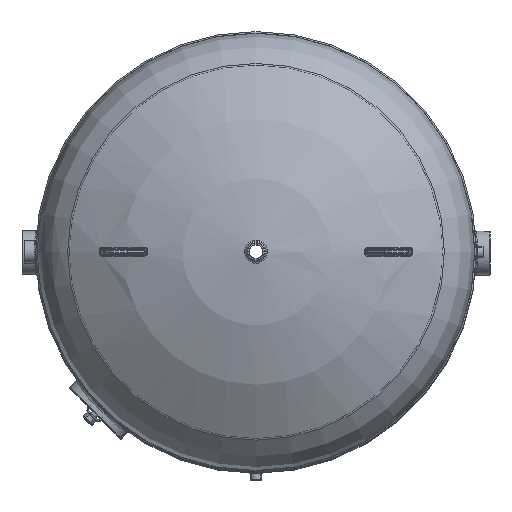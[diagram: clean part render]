
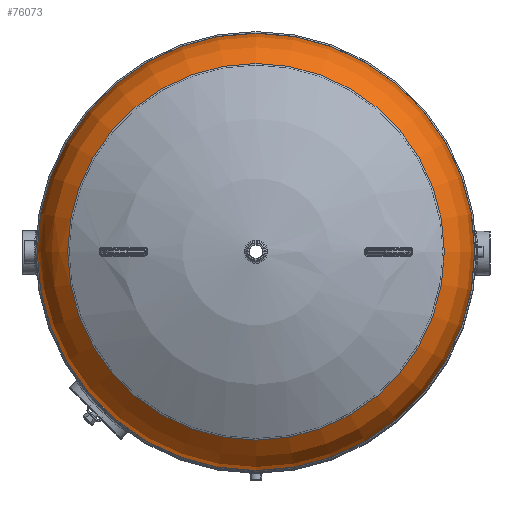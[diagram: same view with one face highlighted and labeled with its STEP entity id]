
A CAD part, top view. The second image highlights one B-rep face of the part: STEP entity #76073.
In plain terms, the highlighted toroidal (fillet/blend) face has major radius 350 mm and minor radius 150 mm.
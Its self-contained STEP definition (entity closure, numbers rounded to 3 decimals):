
#65705=CARTESIAN_POINT('',(-500.,0.,1996.842));
#65706=VERTEX_POINT('',#65705);
#65713=CARTESIAN_POINT('',(500.,0.,1996.842));
#65714=VERTEX_POINT('',#65713);
#65715=CARTESIAN_POINT('',(0.,0.,1996.842));
#65716=DIRECTION('',(-0.,-0.,1.));
#65717=DIRECTION('',(-1.,0.,0.));
#65718=AXIS2_PLACEMENT_3D('',#65715,#65716,#65717);
#65719=CIRCLE('',#65718,500.);
#65720=EDGE_CURVE('',#65714,#65706,#65719,.T.);
#65722=CARTESIAN_POINT('',(0.,0.,1996.842));
#65723=DIRECTION('',(-0.,-0.,1.));
#65724=DIRECTION('',(-1.,0.,0.));
#65725=AXIS2_PLACEMENT_3D('',#65722,#65723,#65724);
#65726=CIRCLE('',#65725,500.);
#65727=EDGE_CURVE('',#65706,#65714,#65726,.T.);
#76038=CARTESIAN_POINT('',(0.,0.,1996.842));
#76039=DIRECTION('',(0.,0.,-1.));
#76040=DIRECTION('',(-1.,0.,0.));
#76041=AXIS2_PLACEMENT_3D('',#76038,#76039,#76040);
#76042=TOROIDAL_SURFACE('',#76041,350.,150.);
#76043=CARTESIAN_POINT('',(-430.53,-0.,2123.393));
#76044=VERTEX_POINT('',#76043);
#76045=CARTESIAN_POINT('',(-350.,0.,1996.842));
#76046=DIRECTION('',(-0.,1.,-0.));
#76047=DIRECTION('',(-1.,0.,0.));
#76048=AXIS2_PLACEMENT_3D('',#76045,#76046,#76047);
#76049=CIRCLE('',#76048,150.);
#76050=EDGE_CURVE('',#65706,#76044,#76049,.T.);
#76051=ORIENTED_EDGE('',*,*,#76050,.T.);
#76052=CARTESIAN_POINT('',(430.53,0.,2123.393));
#76053=VERTEX_POINT('',#76052);
#76054=CARTESIAN_POINT('',(0.,0.,2123.393));
#76055=DIRECTION('',(0.,0.,-1.));
#76056=DIRECTION('',(-1.,0.,0.));
#76057=AXIS2_PLACEMENT_3D('',#76054,#76055,#76056);
#76058=CIRCLE('',#76057,430.53);
#76059=EDGE_CURVE('',#76044,#76053,#76058,.T.);
#76060=ORIENTED_EDGE('',*,*,#76059,.T.);
#76061=CARTESIAN_POINT('',(0.,0.,2123.393));
#76062=DIRECTION('',(0.,0.,-1.));
#76063=DIRECTION('',(-1.,0.,0.));
#76064=AXIS2_PLACEMENT_3D('',#76061,#76062,#76063);
#76065=CIRCLE('',#76064,430.53);
#76066=EDGE_CURVE('',#76053,#76044,#76065,.T.);
#76067=ORIENTED_EDGE('',*,*,#76066,.T.);
#76068=ORIENTED_EDGE('',*,*,#76050,.F.);
#76069=ORIENTED_EDGE('',*,*,#65727,.T.);
#76070=ORIENTED_EDGE('',*,*,#65720,.T.);
#76071=EDGE_LOOP('',(#76051,#76060,#76067,#76068,#76069,#76070));
#76072=FACE_BOUND('',#76071,.T.);
#76073=ADVANCED_FACE('',(#76072),#76042,.T.);
